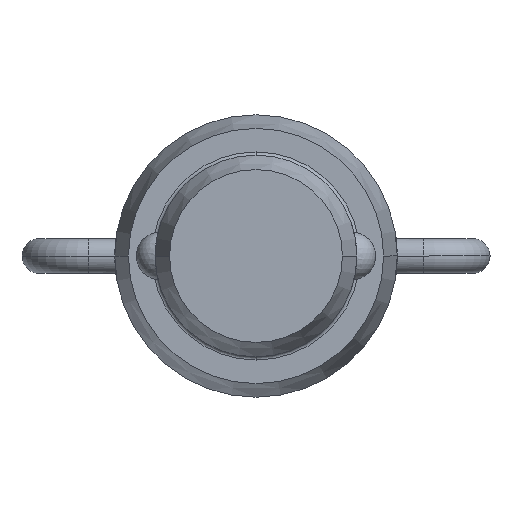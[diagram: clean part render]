
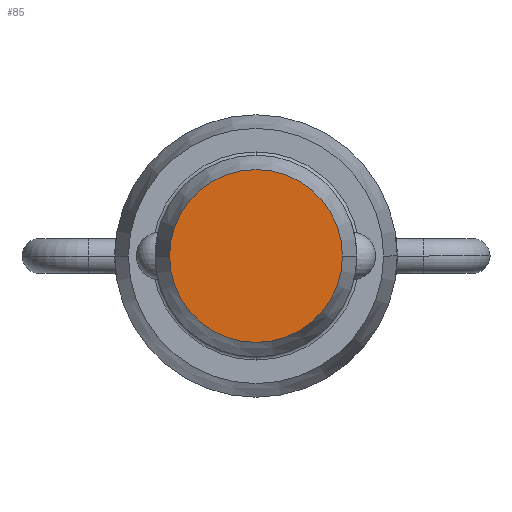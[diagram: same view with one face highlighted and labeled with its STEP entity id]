
A CAD part, front view. The second image highlights one B-rep face of the part: STEP entity #85.
In plain terms, the highlighted planar face has unit normal (0, -1, 0).
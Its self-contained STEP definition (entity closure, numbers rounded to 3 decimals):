
#85=ADVANCED_FACE('',(#194),#195,.T.);
#194=FACE_OUTER_BOUND('',#327,.T.);
#195=PLANE('',#328);
#327=EDGE_LOOP('',(#521,#522));
#328=AXIS2_PLACEMENT_3D('',#523,#524,#525);
#521=ORIENTED_EDGE('',*,*,#851,.T.);
#522=ORIENTED_EDGE('',*,*,#853,.T.);
#523=CARTESIAN_POINT('',(-3.175,-42.164,0.0));
#524=DIRECTION('',(0.,-1.0,0.0));
#525=DIRECTION('',(1.0,0.,0.0));
#851=EDGE_CURVE('',#1033,#1036,#1038,.T.);
#853=EDGE_CURVE('',#1036,#1033,#1040,.T.);
#1033=VERTEX_POINT('',#1339);
#1036=VERTEX_POINT('',#1343);
#1038=CIRCLE('',#1346,5.44);
#1040=CIRCLE('',#1348,5.44);
#1339=CARTESIAN_POINT('',(-5.44,-42.164,0.0));
#1343=CARTESIAN_POINT('',(5.44,-42.164,0.));
#1346=AXIS2_PLACEMENT_3D('',#1644,#1645,#1646);
#1348=AXIS2_PLACEMENT_3D('',#1647,#1648,#1649);
#1644=CARTESIAN_POINT('',(0.0,-42.164,0.0));
#1645=DIRECTION('',(0.,-1.0,0.0));
#1646=DIRECTION('',(-1.0,0.,0.0));
#1647=CARTESIAN_POINT('',(0.0,-42.164,0.0));
#1648=DIRECTION('',(0.,-1.0,0.0));
#1649=DIRECTION('',(-1.0,0.,0.0));
